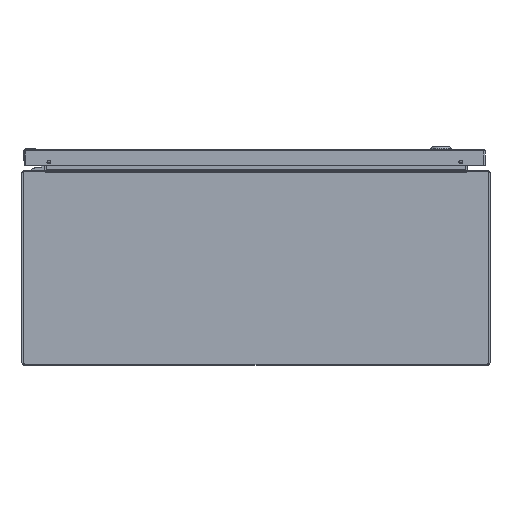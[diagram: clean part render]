
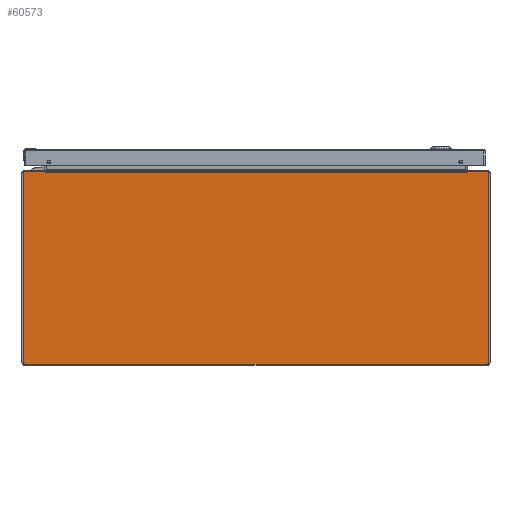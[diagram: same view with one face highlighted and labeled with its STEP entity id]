
A CAD part, front view. The second image highlights one B-rep face of the part: STEP entity #60573.
In plain terms, the highlighted planar face has unit normal (0, -1, 0).
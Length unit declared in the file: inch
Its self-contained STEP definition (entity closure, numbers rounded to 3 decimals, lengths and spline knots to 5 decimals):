
#3034 = CIRCLE ( 'NONE', #25267, 0.08 ) ;
#5925 = DIRECTION ( 'NONE',  ( -1., 0., 0. ) ) ;
#6183 = ORIENTED_EDGE ( 'NONE', *, *, #104148, .T. ) ;
#9917 = CARTESIAN_POINT ( 'NONE',  ( 0., -15., -4.937 ) ) ;
#11004 = LINE ( 'NONE', #76380, #115078 ) ;
#11839 = ORIENTED_EDGE ( 'NONE', *, *, #138675, .T. ) ;
#17738 = EDGE_CURVE ( 'NONE', #42642, #133009, #132804, .T. ) ;
#19455 = VERTEX_POINT ( 'NONE', #51984 ) ;
#21532 = VERTEX_POINT ( 'NONE', #158423 ) ;
#21715 = LINE ( 'NONE', #168336, #50388 ) ;
#22872 = AXIS2_PLACEMENT_3D ( 'NONE', #29441, #32849, #31980 ) ;
#23239 = DIRECTION ( 'NONE',  ( 0., 0., -1. ) ) ;
#23615 = EDGE_CURVE ( 'NONE', #29362, #87021, #3034, .T. ) ;
#24360 = CARTESIAN_POINT ( 'NONE',  ( -11.937, -15., 4.857 ) ) ;
#24672 = EDGE_LOOP ( 'NONE', ( #76392, #131173, #28849, #118645, #144789, #56967, #11839, #155404, #91770, #6183, #61114, #43727, #152271, #50211 ) ) ;
#25267 = AXIS2_PLACEMENT_3D ( 'NONE', #91720, #160748, #92574 ) ;
#25713 = AXIS2_PLACEMENT_3D ( 'NONE', #79536, #38557, #36807 ) ;
#25989 = EDGE_CURVE ( 'NONE', #19455, #42642, #11004, .T. ) ;
#26222 = CIRCLE ( 'NONE', #145749, 0.08 ) ;
#28849 = ORIENTED_EDGE ( 'NONE', *, *, #162291, .T. ) ;
#29362 = VERTEX_POINT ( 'NONE', #147069 ) ;
#29377 = DIRECTION ( 'NONE',  ( -0.174, 0., -0.985 ) ) ;
#29441 = CARTESIAN_POINT ( 'NONE',  ( 11.857, -15., -4.857 ) ) ;
#31980 = DIRECTION ( 'NONE',  ( 0., 0., -1. ) ) ;
#32849 = DIRECTION ( 'NONE',  ( 0., -1., 0. ) ) ;
#36225 = CARTESIAN_POINT ( 'NONE',  ( 11.857, -15., -4.937 ) ) ;
#36283 = LINE ( 'NONE', #88619, #100814 ) ;
#36807 = DIRECTION ( 'NONE',  ( 0., 0., -1. ) ) ;
#36895 = DIRECTION ( 'NONE',  ( 1., 0., 0. ) ) ;
#38557 = DIRECTION ( 'NONE',  ( 0., -1., 0. ) ) ;
#38647 = LINE ( 'NONE', #118138, #55388 ) ;
#40958 = CARTESIAN_POINT ( 'NONE',  ( -10.82312, -15., 4.937 ) ) ;
#40975 = CARTESIAN_POINT ( 'NONE',  ( -10.798, -15., 4.883 ) ) ;
#42642 = VERTEX_POINT ( 'NONE', #88779 ) ;
#43720 = EDGE_CURVE ( 'NONE', #120373, #128776, #159579, .T. ) ;
#43727 = ORIENTED_EDGE ( 'NONE', *, *, #17738, .T. ) ;
#45226 = VECTOR ( 'NONE', #103322, 39.37008 ) ;
#48721 = VECTOR ( 'NONE', #5925, 39.37008 ) ;
#50211 = ORIENTED_EDGE ( 'NONE', *, *, #147846, .F. ) ;
#50388 = VECTOR ( 'NONE', #59165, 39.37008 ) ;
#51984 = CARTESIAN_POINT ( 'NONE',  ( 10.8136, -15., 4.883 ) ) ;
#52166 = EDGE_CURVE ( 'NONE', #93090, #63167, #103638, .T. ) ;
#53687 = EDGE_CURVE ( 'NONE', #116421, #141824, #26222, .T. ) ;
#54251 = CARTESIAN_POINT ( 'NONE',  ( 11.937, -15., 0. ) ) ;
#54612 = CARTESIAN_POINT ( 'NONE',  ( 10.81836, -15., 4.91 ) ) ;
#54768 = PLANE ( 'NONE',  #167613 ) ;
#55388 = VECTOR ( 'NONE', #36895, 39.37008 ) ;
#55614 = LINE ( 'NONE', #82754, #151981 ) ;
#56967 = ORIENTED_EDGE ( 'NONE', *, *, #52166, .T. ) ;
#59165 = DIRECTION ( 'NONE',  ( -1., 0., 0. ) ) ;
#60090 = DIRECTION ( 'NONE',  ( 0., 0., -1. ) ) ;
#60573 = ADVANCED_FACE ( 'NONE', ( #106442 ), #54768, .T. ) ;
#60730 = CARTESIAN_POINT ( 'NONE',  ( 0., -15., 4.937 ) ) ;
#61114 = ORIENTED_EDGE ( 'NONE', *, *, #25989, .T. ) ;
#63167 = VERTEX_POINT ( 'NONE', #66388 ) ;
#64343 = EDGE_CURVE ( 'NONE', #128776, #21532, #135257, .T. ) ;
#66388 = CARTESIAN_POINT ( 'NONE',  ( 11.937, -15., -4.857 ) ) ;
#66494 = EDGE_CURVE ( 'NONE', #121347, #29362, #21715, .T. ) ;
#70274 = CARTESIAN_POINT ( 'NONE',  ( -11.937, -15., -4.857 ) ) ;
#73823 = EDGE_CURVE ( 'NONE', #141824, #93090, #129555, .T. ) ;
#76380 = CARTESIAN_POINT ( 'NONE',  ( 10.80578, -15., 4.883 ) ) ;
#76392 = ORIENTED_EDGE ( 'NONE', *, *, #66494, .T. ) ;
#78187 = DIRECTION ( 'NONE',  ( 0., -1., 0. ) ) ;
#79536 = CARTESIAN_POINT ( 'NONE',  ( 11.857, -15., 4.857 ) ) ;
#82754 = CARTESIAN_POINT ( 'NONE',  ( -10.81836, -15., 4.91 ) ) ;
#87021 = VERTEX_POINT ( 'NONE', #24360 ) ;
#88619 = CARTESIAN_POINT ( 'NONE',  ( -11.937, -15., 0. ) ) ;
#88779 = CARTESIAN_POINT ( 'NONE',  ( 10.798, -15., 4.883 ) ) ;
#91720 = CARTESIAN_POINT ( 'NONE',  ( -11.857, -15., 4.857 ) ) ;
#91770 = ORIENTED_EDGE ( 'NONE', *, *, #64343, .T. ) ;
#92369 = VERTEX_POINT ( 'NONE', #138319 ) ;
#92574 = DIRECTION ( 'NONE',  ( 0., 0., -1. ) ) ;
#93090 = VERTEX_POINT ( 'NONE', #36225 ) ;
#96702 = DIRECTION ( 'NONE',  ( 0.174, 0., -0.985 ) ) ;
#100814 = VECTOR ( 'NONE', #23239, 39.37008 ) ;
#103322 = DIRECTION ( 'NONE',  ( 1., 0., 0. ) ) ;
#103638 = CIRCLE ( 'NONE', #22872, 0.08 ) ;
#104148 = EDGE_CURVE ( 'NONE', #21532, #19455, #163815, .T. ) ;
#106442 = FACE_OUTER_BOUND ( 'NONE', #24672, .T. ) ;
#106596 = DIRECTION ( 'NONE',  ( -1., 0., 0. ) ) ;
#109044 = CARTESIAN_POINT ( 'NONE',  ( 0., -15., 0. ) ) ;
#115078 = VECTOR ( 'NONE', #168147, 39.37008 ) ;
#116199 = CARTESIAN_POINT ( 'NONE',  ( 11.857, -15., 4.937 ) ) ;
#116421 = VERTEX_POINT ( 'NONE', #70274 ) ;
#118138 = CARTESIAN_POINT ( 'NONE',  ( -10.80578, -15., 4.883 ) ) ;
#118645 = ORIENTED_EDGE ( 'NONE', *, *, #53687, .T. ) ;
#118980 = DIRECTION ( 'NONE',  ( 0., 0., 1. ) ) ;
#120373 = VERTEX_POINT ( 'NONE', #145087 ) ;
#121347 = VERTEX_POINT ( 'NONE', #40958 ) ;
#128776 = VERTEX_POINT ( 'NONE', #116199 ) ;
#129555 = LINE ( 'NONE', #9917, #45226 ) ;
#131173 = ORIENTED_EDGE ( 'NONE', *, *, #23615, .T. ) ;
#132804 = LINE ( 'NONE', #146737, #153902 ) ;
#133009 = VERTEX_POINT ( 'NONE', #40975 ) ;
#135257 = LINE ( 'NONE', #60730, #48721 ) ;
#135292 = DIRECTION ( 'NONE',  ( 0., -1., 0. ) ) ;
#136146 = DIRECTION ( 'NONE',  ( 0., 0., -1. ) ) ;
#138319 = CARTESIAN_POINT ( 'NONE',  ( -10.8136, -15., 4.883 ) ) ;
#138675 = EDGE_CURVE ( 'NONE', #63167, #120373, #143496, .T. ) ;
#141824 = VERTEX_POINT ( 'NONE', #154446 ) ;
#143496 = LINE ( 'NONE', #54251, #161571 ) ;
#144615 = CARTESIAN_POINT ( 'NONE',  ( -11.857, -15., -4.857 ) ) ;
#144789 = ORIENTED_EDGE ( 'NONE', *, *, #73823, .T. ) ;
#145087 = CARTESIAN_POINT ( 'NONE',  ( 11.937, -15., 4.857 ) ) ;
#145749 = AXIS2_PLACEMENT_3D ( 'NONE', #144615, #78187, #60090 ) ;
#146737 = CARTESIAN_POINT ( 'NONE',  ( 0., -15., 4.883 ) ) ;
#147069 = CARTESIAN_POINT ( 'NONE',  ( -11.857, -15., 4.937 ) ) ;
#147846 = EDGE_CURVE ( 'NONE', #121347, #92369, #55614, .T. ) ;
#151981 = VECTOR ( 'NONE', #96702, 39.37008 ) ;
#152271 = ORIENTED_EDGE ( 'NONE', *, *, #171586, .F. ) ;
#153902 = VECTOR ( 'NONE', #106596, 39.37008 ) ;
#154446 = CARTESIAN_POINT ( 'NONE',  ( -11.857, -15., -4.937 ) ) ;
#155404 = ORIENTED_EDGE ( 'NONE', *, *, #43720, .T. ) ;
#158423 = CARTESIAN_POINT ( 'NONE',  ( 10.82312, -15., 4.937 ) ) ;
#159579 = CIRCLE ( 'NONE', #25713, 0.08 ) ;
#160748 = DIRECTION ( 'NONE',  ( 0., -1., 0. ) ) ;
#161571 = VECTOR ( 'NONE', #118980, 39.37008 ) ;
#162291 = EDGE_CURVE ( 'NONE', #87021, #116421, #36283, .T. ) ;
#163815 = LINE ( 'NONE', #54612, #166981 ) ;
#166981 = VECTOR ( 'NONE', #29377, 39.37008 ) ;
#167613 = AXIS2_PLACEMENT_3D ( 'NONE', #109044, #135292, #136146 ) ;
#168147 = DIRECTION ( 'NONE',  ( -1., 0., 0. ) ) ;
#168336 = CARTESIAN_POINT ( 'NONE',  ( 0., -15., 4.937 ) ) ;
#171586 = EDGE_CURVE ( 'NONE', #92369, #133009, #38647, .T. ) ;
